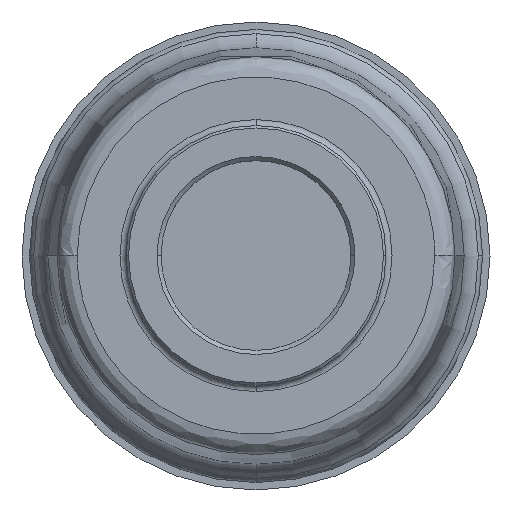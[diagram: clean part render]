
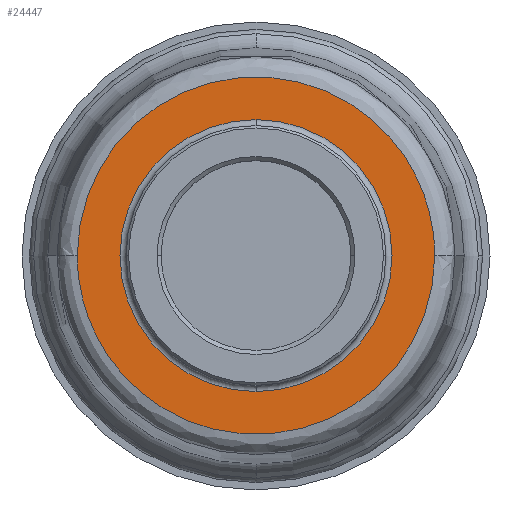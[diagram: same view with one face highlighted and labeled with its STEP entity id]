
A CAD part, top view. The second image highlights one B-rep face of the part: STEP entity #24447.
In plain terms, the highlighted planar face has unit normal (0, 0, 1).
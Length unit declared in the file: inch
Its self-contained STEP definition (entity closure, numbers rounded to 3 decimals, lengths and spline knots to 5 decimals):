
#1618 = CIRCLE ( 'NONE', #27297, 0.65945 ) ;
#2848 = PLANE ( 'NONE',  #4973 ) ;
#3314 = CARTESIAN_POINT ( 'NONE',  ( 0., 0., 1.49606 ) ) ;
#4176 = AXIS2_PLACEMENT_3D ( 'NONE', #3314, #26177, #6569 ) ;
#4973 = AXIS2_PLACEMENT_3D ( 'NONE', #19264, #42079, #22554 ) ;
#6569 = DIRECTION ( 'NONE',  ( 0., 1., 0. ) ) ;
#6805 = EDGE_LOOP ( 'NONE', ( #41869, #33983 ) ) ;
#7780 =( BOUNDED_CURVE ( )  B_SPLINE_CURVE ( 3, ( #23193, #26476, #16705, #39614 ),
 .UNSPECIFIED., .F., .F. ) 
 B_SPLINE_CURVE_WITH_KNOTS ( ( 4, 4 ),
 ( 0.27818, 0.77818 ),
 .UNSPECIFIED. ) 
 CURVE ( )  GEOMETRIC_REPRESENTATION_ITEM ( )  RATIONAL_B_SPLINE_CURVE ( ( 1., 0.333, 0.333, 1. ) ) 
 REPRESENTATION_ITEM ( '' )  );
#9077 = CARTESIAN_POINT ( 'NONE',  ( -0.86649, -1.73298, 1.49606 ) ) ;
#11355 = EDGE_CURVE ( 'NONE', #23494, #28821, #35084, .T. ) ;
#11794 = ORIENTED_EDGE ( 'NONE', *, *, #13554, .F. ) ;
#12018 = EDGE_LOOP ( 'NONE', ( #25187, #11794 ) ) ;
#12460 = VERTEX_POINT ( 'NONE', #25039 ) ;
#12591 = CARTESIAN_POINT ( 'NONE',  ( 0., 0., 1.49606 ) ) ;
#13418 = EDGE_CURVE ( 'NONE', #28821, #23494, #1618, .T. ) ;
#13421 = CARTESIAN_POINT ( 'NONE',  ( 0., 0.65945, 1.49606 ) ) ;
#13554 = EDGE_CURVE ( 'NONE', #12460, #17072, #7780, .T. ) ;
#15848 = FACE_BOUND ( 'NONE', #6805, .T. ) ;
#15858 = DIRECTION ( 'NONE',  ( 0., 1., 0. ) ) ;
#16705 = CARTESIAN_POINT ( 'NONE',  ( 0.86649, 1.73298, 1.49606 ) ) ;
#17072 = VERTEX_POINT ( 'NONE', #24990 ) ;
#18816 = CARTESIAN_POINT ( 'NONE',  ( 0.86649, 0., 1.49606 ) ) ;
#19264 = CARTESIAN_POINT ( 'NONE',  ( 0.71003, 0., 1.49606 ) ) ;
#22112 = CARTESIAN_POINT ( 'NONE',  ( 0.86649, -1.73298, 1.49606 ) ) ;
#22554 = DIRECTION ( 'NONE',  ( 1., 0., 0. ) ) ;
#23193 = CARTESIAN_POINT ( 'NONE',  ( -0.86649, 0., 1.49606 ) ) ;
#23494 = VERTEX_POINT ( 'NONE', #25981 ) ;
#24447 = ADVANCED_FACE ( 'NONE', ( #15848, #24600 ), #2848, .T. ) ;
#24600 = FACE_OUTER_BOUND ( 'NONE', #12018, .T. ) ;
#24990 = CARTESIAN_POINT ( 'NONE',  ( 0.86649, 0., 1.49606 ) ) ;
#25039 = CARTESIAN_POINT ( 'NONE',  ( -0.86649, 0., 1.49606 ) ) ;
#25187 = ORIENTED_EDGE ( 'NONE', *, *, #30729, .F. ) ;
#25981 = CARTESIAN_POINT ( 'NONE',  ( 0., -0.65945, 1.49606 ) ) ;
#26177 = DIRECTION ( 'NONE',  ( 0., 0., -1. ) ) ;
#26476 = CARTESIAN_POINT ( 'NONE',  ( -0.86649, 1.73298, 1.49606 ) ) ;
#27297 = AXIS2_PLACEMENT_3D ( 'NONE', #12591, #35479, #15858 ) ;
#28157 =( BOUNDED_CURVE ( )  B_SPLINE_CURVE ( 3, ( #18816, #22112, #9077, #32000 ),
 .UNSPECIFIED., .F., .F. ) 
 B_SPLINE_CURVE_WITH_KNOTS ( ( 4, 4 ),
 ( 0.77818, 1.27818 ),
 .UNSPECIFIED. ) 
 CURVE ( )  GEOMETRIC_REPRESENTATION_ITEM ( )  RATIONAL_B_SPLINE_CURVE ( ( 1., 0.333, 0.333, 1. ) ) 
 REPRESENTATION_ITEM ( '' )  );
#28821 = VERTEX_POINT ( 'NONE', #13421 ) ;
#30729 = EDGE_CURVE ( 'NONE', #17072, #12460, #28157, .T. ) ;
#32000 = CARTESIAN_POINT ( 'NONE',  ( -0.86649, 0., 1.49606 ) ) ;
#33983 = ORIENTED_EDGE ( 'NONE', *, *, #11355, .T. ) ;
#35084 = CIRCLE ( 'NONE', #4176, 0.65945 ) ;
#35479 = DIRECTION ( 'NONE',  ( 0., 0., -1. ) ) ;
#39614 = CARTESIAN_POINT ( 'NONE',  ( 0.86649, 0., 1.49606 ) ) ;
#41869 = ORIENTED_EDGE ( 'NONE', *, *, #13418, .T. ) ;
#42079 = DIRECTION ( 'NONE',  ( 0., 0., 1. ) ) ;
